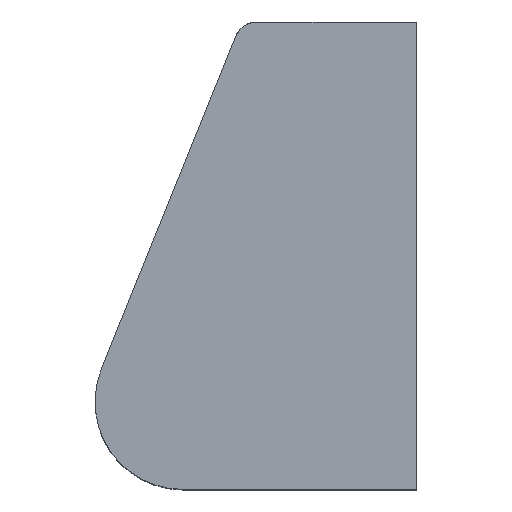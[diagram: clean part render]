
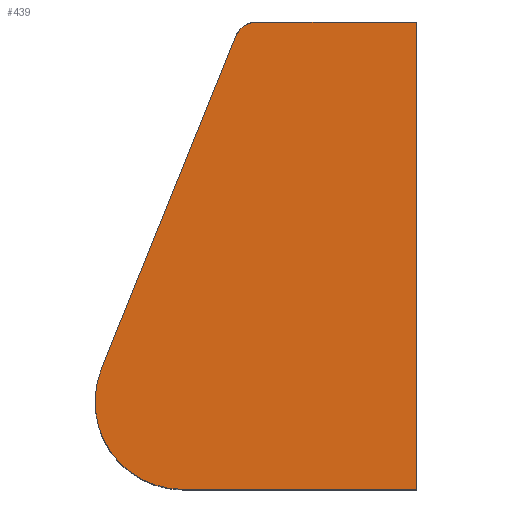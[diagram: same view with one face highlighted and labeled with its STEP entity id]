
A CAD part, top view. The second image highlights one B-rep face of the part: STEP entity #439.
In plain terms, the highlighted free-form (B-spline) face has degree [1, 1] with [2, 2] control points.
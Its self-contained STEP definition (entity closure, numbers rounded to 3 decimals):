
#352=(
BOUNDED_SURFACE()
B_SPLINE_SURFACE(1,1,((#353,#354),(#355,#356)),.UNSPECIFIED.,.F.,.F.,.F.)
B_SPLINE_SURFACE_WITH_KNOTS((2,2),(2,2),(0.000,1.000),(0.000,1.000),.UNSPECIFIED.)
GEOMETRIC_REPRESENTATION_ITEM()
RATIONAL_B_SPLINE_SURFACE(((1.,1.),(1.,1.)))
REPRESENTATION_ITEM('')
SURFACE()
);
#353=CARTESIAN_POINT('',(64.162,-1.84,60.));
#354=CARTESIAN_POINT('',(5.401,-1.84,60.));
#355=CARTESIAN_POINT('',(64.162,81.84,60.));
#356=CARTESIAN_POINT('',(5.401,81.84,60.));
#357=CARTESIAN_POINT('',(62.322,80.,60.));
#358=VERTEX_POINT('',#357);
#359=(
BOUNDED_CURVE()
B_SPLINE_CURVE(1,(#360,#361),.UNSPECIFIED.,.F.,.F.)
B_SPLINE_CURVE_WITH_KNOTS((2,2),(0.000,1.000),.UNSPECIFIED.)
CURVE()
GEOMETRIC_REPRESENTATION_ITEM()
RATIONAL_B_SPLINE_CURVE((1.,1.))
REPRESENTATION_ITEM('')
);
#360=CARTESIAN_POINT('',(62.322,80.,60.));
#361=CARTESIAN_POINT('',(62.322,0.,60.));
#362=CARTESIAN_POINT('',(62.322,0.,60.));
#363=VERTEX_POINT('',#362);
#364=EDGE_CURVE('',#358,#363,#359,.T.);
#365=ORIENTED_EDGE('',*,*,#364,.T.);
#366=(
BOUNDED_CURVE()
B_SPLINE_CURVE(1,(#367,#368),.UNSPECIFIED.,.F.,.F.)
B_SPLINE_CURVE_WITH_KNOTS((2,2),(0.000,1.000),.UNSPECIFIED.)
CURVE()
GEOMETRIC_REPRESENTATION_ITEM()
RATIONAL_B_SPLINE_CURVE((1.,1.))
REPRESENTATION_ITEM('')
);
#367=CARTESIAN_POINT('',(62.322,0.,60.));
#368=CARTESIAN_POINT('',(22.238,0.,60.));
#369=CARTESIAN_POINT('',(22.238,0.,60.));
#370=VERTEX_POINT('',#369);
#371=EDGE_CURVE('',#363,#370,#366,.T.);
#372=ORIENTED_EDGE('',*,*,#371,.T.);
#373=(
BOUNDED_CURVE()
B_SPLINE_CURVE(2,(#374,#375,#376),.UNSPECIFIED.,.F.,.F.)
B_SPLINE_CURVE_WITH_KNOTS((3,3),(0.000,1.000),.UNSPECIFIED.)
CURVE()
GEOMETRIC_REPRESENTATION_ITEM()
RATIONAL_B_SPLINE_CURVE((1.,0.883,1.))
REPRESENTATION_ITEM('')
);
#374=CARTESIAN_POINT('',(22.238,0.,60.));
#375=CARTESIAN_POINT('',(14.263,0.,60.));
#376=CARTESIAN_POINT('',(9.803,6.612,60.));
#377=CARTESIAN_POINT('',(9.803,6.612,60.));
#378=VERTEX_POINT('',#377);
#379=EDGE_CURVE('',#370,#378,#373,.T.);
#380=ORIENTED_EDGE('',*,*,#379,.T.);
#381=(
BOUNDED_CURVE()
B_SPLINE_CURVE(2,(#382,#383,#384),.UNSPECIFIED.,.F.,.F.)
B_SPLINE_CURVE_WITH_KNOTS((3,3),(0.000,1.000),.UNSPECIFIED.)
CURVE()
GEOMETRIC_REPRESENTATION_ITEM()
RATIONAL_B_SPLINE_CURVE((1.,0.883,1.))
REPRESENTATION_ITEM('')
);
#382=CARTESIAN_POINT('',(9.803,6.612,60.));
#383=CARTESIAN_POINT('',(5.343,13.224,60.));
#384=CARTESIAN_POINT('',(8.331,20.619,60.));
#385=CARTESIAN_POINT('',(8.331,20.619,60.));
#386=VERTEX_POINT('',#385);
#387=EDGE_CURVE('',#378,#386,#381,.T.);
#388=ORIENTED_EDGE('',*,*,#387,.T.);
#389=(
BOUNDED_CURVE()
B_SPLINE_CURVE(1,(#390,#391),.UNSPECIFIED.,.F.,.F.)
B_SPLINE_CURVE_WITH_KNOTS((2,2),(0.000,1.000),.UNSPECIFIED.)
CURVE()
GEOMETRIC_REPRESENTATION_ITEM()
RATIONAL_B_SPLINE_CURVE((1.,1.))
REPRESENTATION_ITEM('')
);
#390=CARTESIAN_POINT('',(8.331,20.619,60.));
#391=CARTESIAN_POINT('',(22.309,55.217,60.));
#392=CARTESIAN_POINT('',(22.309,55.217,60.));
#393=VERTEX_POINT('',#392);
#394=EDGE_CURVE('',#386,#393,#389,.T.);
#395=ORIENTED_EDGE('',*,*,#394,.T.);
#396=(
BOUNDED_CURVE()
B_SPLINE_CURVE(1,(#397,#398),.UNSPECIFIED.,.F.,.F.)
B_SPLINE_CURVE_WITH_KNOTS((2,2),(0.000,1.000),.UNSPECIFIED.)
CURVE()
GEOMETRIC_REPRESENTATION_ITEM()
RATIONAL_B_SPLINE_CURVE((1.,1.))
REPRESENTATION_ITEM('')
);
#397=CARTESIAN_POINT('',(22.309,55.217,60.));
#398=CARTESIAN_POINT('',(30.819,76.28,60.));
#399=CARTESIAN_POINT('',(30.819,76.28,60.));
#400=VERTEX_POINT('',#399);
#401=EDGE_CURVE('',#393,#400,#396,.T.);
#402=ORIENTED_EDGE('',*,*,#401,.T.);
#403=(
BOUNDED_CURVE()
B_SPLINE_CURVE(1,(#404,#405),.UNSPECIFIED.,.F.,.F.)
B_SPLINE_CURVE_WITH_KNOTS((2,2),(0.000,1.000),.UNSPECIFIED.)
CURVE()
GEOMETRIC_REPRESENTATION_ITEM()
RATIONAL_B_SPLINE_CURVE((1.,1.))
REPRESENTATION_ITEM('')
);
#404=CARTESIAN_POINT('',(30.819,76.28,60.));
#405=CARTESIAN_POINT('',(31.311,77.498,60.));
#406=CARTESIAN_POINT('',(31.311,77.498,60.));
#407=VERTEX_POINT('',#406);
#408=EDGE_CURVE('',#400,#407,#403,.T.);
#409=ORIENTED_EDGE('',*,*,#408,.T.);
#410=(
BOUNDED_CURVE()
B_SPLINE_CURVE(2,(#411,#412,#413),.UNSPECIFIED.,.F.,.F.)
B_SPLINE_CURVE_WITH_KNOTS((3,3),(0.000,1.000),.UNSPECIFIED.)
CURVE()
GEOMETRIC_REPRESENTATION_ITEM()
RATIONAL_B_SPLINE_CURVE((1.,0.829,1.))
REPRESENTATION_ITEM('')
);
#411=CARTESIAN_POINT('',(31.311,77.498,60.));
#412=CARTESIAN_POINT('',(32.322,80.,60.));
#413=CARTESIAN_POINT('',(35.02,80.,60.));
#414=CARTESIAN_POINT('',(35.02,80.,60.));
#415=VERTEX_POINT('',#414);
#416=EDGE_CURVE('',#407,#415,#410,.T.);
#417=ORIENTED_EDGE('',*,*,#416,.T.);
#418=(
BOUNDED_CURVE()
B_SPLINE_CURVE(1,(#419,#420),.UNSPECIFIED.,.F.,.F.)
B_SPLINE_CURVE_WITH_KNOTS((2,2),(0.000,1.000),.UNSPECIFIED.)
CURVE()
GEOMETRIC_REPRESENTATION_ITEM()
RATIONAL_B_SPLINE_CURVE((1.,1.))
REPRESENTATION_ITEM('')
);
#419=CARTESIAN_POINT('',(35.02,80.,60.));
#420=CARTESIAN_POINT('',(36.322,80.,60.));
#421=CARTESIAN_POINT('',(36.322,80.,60.));
#422=VERTEX_POINT('',#421);
#423=EDGE_CURVE('',#415,#422,#418,.T.);
#424=ORIENTED_EDGE('',*,*,#423,.T.);
#425=(
BOUNDED_CURVE()
B_SPLINE_CURVE(1,(#426,#427),.UNSPECIFIED.,.F.,.F.)
B_SPLINE_CURVE_WITH_KNOTS((2,2),(0.000,1.000),.UNSPECIFIED.)
CURVE()
GEOMETRIC_REPRESENTATION_ITEM()
RATIONAL_B_SPLINE_CURVE((1.,1.))
REPRESENTATION_ITEM('')
);
#426=CARTESIAN_POINT('',(36.322,80.,60.));
#427=CARTESIAN_POINT('',(60.322,80.,60.));
#428=CARTESIAN_POINT('',(60.322,80.,60.));
#429=VERTEX_POINT('',#428);
#430=EDGE_CURVE('',#422,#429,#425,.T.);
#431=ORIENTED_EDGE('',*,*,#430,.T.);
#432=(
BOUNDED_CURVE()
B_SPLINE_CURVE(1,(#433,#434),.UNSPECIFIED.,.F.,.F.)
B_SPLINE_CURVE_WITH_KNOTS((2,2),(0.000,1.000),.UNSPECIFIED.)
CURVE()
GEOMETRIC_REPRESENTATION_ITEM()
RATIONAL_B_SPLINE_CURVE((1.,1.))
REPRESENTATION_ITEM('')
);
#433=CARTESIAN_POINT('',(60.322,80.,60.));
#434=CARTESIAN_POINT('',(62.322,80.,60.));
#435=EDGE_CURVE('',#429,#358,#432,.T.);
#436=ORIENTED_EDGE('',*,*,#435,.T.);
#437=EDGE_LOOP('',(#365,#372,#380,#388,#395,#402,#409,#417,#424,#431,#436));
#438=FACE_OUTER_BOUND('',#437,.T.);
#439=ADVANCED_FACE('',(#438),#352,.T.);
